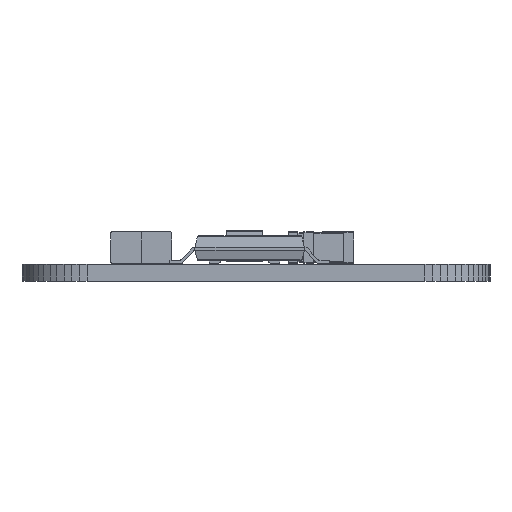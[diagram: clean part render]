
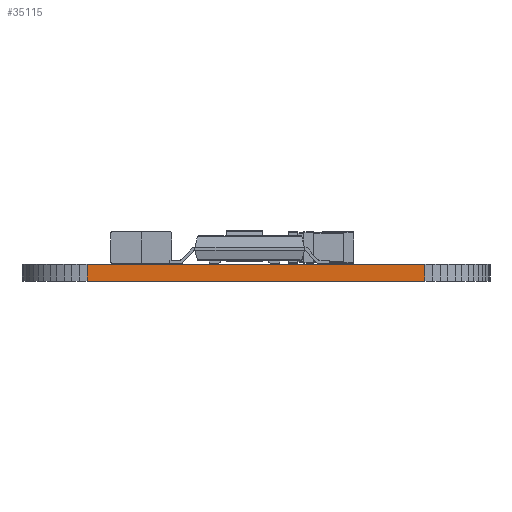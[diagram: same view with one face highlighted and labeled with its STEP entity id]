
A CAD part, front view. The second image highlights one B-rep face of the part: STEP entity #35115.
In plain terms, the highlighted planar face has unit normal (0, -1, 0).
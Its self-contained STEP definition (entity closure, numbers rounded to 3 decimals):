
#27404 = PLANE('',#27405);
#27405 = AXIS2_PLACEMENT_3D('',#27406,#27407,#27408);
#27406 = CARTESIAN_POINT('',(7.62,-23.95,0.68));
#27407 = DIRECTION('',(-0.,-0.,-1.));
#27408 = DIRECTION('',(-1.,0.,0.));
#27458 = PLANE('',#27459);
#27459 = AXIS2_PLACEMENT_3D('',#27460,#27461,#27462);
#27460 = CARTESIAN_POINT('',(7.62,-23.95,0.));
#27461 = DIRECTION('',(-0.,-0.,-1.));
#27462 = DIRECTION('',(-1.,0.,0.));
#28295 = VERTEX_POINT('',#28296);
#28296 = CARTESIAN_POINT('',(14.404,-50.874,0.));
#28310 = PLANE('',#28311);
#28311 = AXIS2_PLACEMENT_3D('',#28312,#28313,#28314);
#28312 = CARTESIAN_POINT('',(14.719,-50.855,0.));
#28313 = DIRECTION('',(0.06,-0.998,0.));
#28314 = DIRECTION('',(-0.998,-0.06,0.));
#28322 = EDGE_CURVE('',#28295,#28323,#28325,.T.);
#28323 = VERTEX_POINT('',#28324);
#28324 = CARTESIAN_POINT('',(0.836,-50.874,0.));
#28325 = SURFACE_CURVE('',#28326,(#28330,#28337),.PCURVE_S1.);
#28326 = LINE('',#28327,#28328);
#28327 = CARTESIAN_POINT('',(14.404,-50.874,0.));
#28328 = VECTOR('',#28329,1.);
#28329 = DIRECTION('',(-1.,0.,0.));
#28330 = PCURVE('',#27458,#28331);
#28331 = DEFINITIONAL_REPRESENTATION('',(#28332),#28336);
#28332 = LINE('',#28333,#28334);
#28333 = CARTESIAN_POINT('',(-6.784,-26.924));
#28334 = VECTOR('',#28335,1.);
#28335 = DIRECTION('',(1.,0.));
#28336 = ( GEOMETRIC_REPRESENTATION_CONTEXT(2) 
PARAMETRIC_REPRESENTATION_CONTEXT() REPRESENTATION_CONTEXT('2D SPACE',''
  ) );
#28337 = PCURVE('',#28338,#28343);
#28338 = PLANE('',#28339);
#28339 = AXIS2_PLACEMENT_3D('',#28340,#28341,#28342);
#28340 = CARTESIAN_POINT('',(14.404,-50.874,0.));
#28341 = DIRECTION('',(0.,-1.,0.));
#28342 = DIRECTION('',(-1.,0.,0.));
#28343 = DEFINITIONAL_REPRESENTATION('',(#28344),#28348);
#28344 = LINE('',#28345,#28346);
#28345 = CARTESIAN_POINT('',(0.,0.));
#28346 = VECTOR('',#28347,1.);
#28347 = DIRECTION('',(1.,0.));
#28348 = ( GEOMETRIC_REPRESENTATION_CONTEXT(2) 
PARAMETRIC_REPRESENTATION_CONTEXT() REPRESENTATION_CONTEXT('2D SPACE',''
  ) );
#28366 = PLANE('',#28367);
#28367 = AXIS2_PLACEMENT_3D('',#28368,#28369,#28370);
#28368 = CARTESIAN_POINT('',(0.836,-50.874,0.));
#28369 = DIRECTION('',(-0.06,-0.998,0.));
#28370 = DIRECTION('',(-0.998,0.06,0.));
#31506 = VERTEX_POINT('',#31507);
#31507 = CARTESIAN_POINT('',(14.404,-50.874,0.68));
#31528 = EDGE_CURVE('',#31506,#31529,#31531,.T.);
#31529 = VERTEX_POINT('',#31530);
#31530 = CARTESIAN_POINT('',(0.836,-50.874,0.68));
#31531 = SURFACE_CURVE('',#31532,(#31536,#31543),.PCURVE_S1.);
#31532 = LINE('',#31533,#31534);
#31533 = CARTESIAN_POINT('',(14.404,-50.874,0.68));
#31534 = VECTOR('',#31535,1.);
#31535 = DIRECTION('',(-1.,0.,0.));
#31536 = PCURVE('',#27404,#31537);
#31537 = DEFINITIONAL_REPRESENTATION('',(#31538),#31542);
#31538 = LINE('',#31539,#31540);
#31539 = CARTESIAN_POINT('',(-6.784,-26.924));
#31540 = VECTOR('',#31541,1.);
#31541 = DIRECTION('',(1.,0.));
#31542 = ( GEOMETRIC_REPRESENTATION_CONTEXT(2) 
PARAMETRIC_REPRESENTATION_CONTEXT() REPRESENTATION_CONTEXT('2D SPACE',''
  ) );
#31543 = PCURVE('',#28338,#31544);
#31544 = DEFINITIONAL_REPRESENTATION('',(#31545),#31549);
#31545 = LINE('',#31546,#31547);
#31546 = CARTESIAN_POINT('',(0.,-0.68));
#31547 = VECTOR('',#31548,1.);
#31548 = DIRECTION('',(1.,0.));
#31549 = ( GEOMETRIC_REPRESENTATION_CONTEXT(2) 
PARAMETRIC_REPRESENTATION_CONTEXT() REPRESENTATION_CONTEXT('2D SPACE',''
  ) );
#35067 = EDGE_CURVE('',#28295,#31506,#35068,.T.);
#35068 = SURFACE_CURVE('',#35069,(#35073,#35080),.PCURVE_S1.);
#35069 = LINE('',#35070,#35071);
#35070 = CARTESIAN_POINT('',(14.404,-50.874,0.));
#35071 = VECTOR('',#35072,1.);
#35072 = DIRECTION('',(0.,0.,1.));
#35073 = PCURVE('',#28310,#35074);
#35074 = DEFINITIONAL_REPRESENTATION('',(#35075),#35079);
#35075 = LINE('',#35076,#35077);
#35076 = CARTESIAN_POINT('',(0.316,0.));
#35077 = VECTOR('',#35078,1.);
#35078 = DIRECTION('',(0.,-1.));
#35079 = ( GEOMETRIC_REPRESENTATION_CONTEXT(2) 
PARAMETRIC_REPRESENTATION_CONTEXT() REPRESENTATION_CONTEXT('2D SPACE',''
  ) );
#35080 = PCURVE('',#28338,#35081);
#35081 = DEFINITIONAL_REPRESENTATION('',(#35082),#35086);
#35082 = LINE('',#35083,#35084);
#35083 = CARTESIAN_POINT('',(0.,0.));
#35084 = VECTOR('',#35085,1.);
#35085 = DIRECTION('',(0.,-1.));
#35086 = ( GEOMETRIC_REPRESENTATION_CONTEXT(2) 
PARAMETRIC_REPRESENTATION_CONTEXT() REPRESENTATION_CONTEXT('2D SPACE',''
  ) );
#35115 = ADVANCED_FACE('',(#35116),#28338,.T.);
#35116 = FACE_BOUND('',#35117,.T.);
#35117 = EDGE_LOOP('',(#35118,#35119,#35120,#35141));
#35118 = ORIENTED_EDGE('',*,*,#35067,.T.);
#35119 = ORIENTED_EDGE('',*,*,#31528,.T.);
#35120 = ORIENTED_EDGE('',*,*,#35121,.F.);
#35121 = EDGE_CURVE('',#28323,#31529,#35122,.T.);
#35122 = SURFACE_CURVE('',#35123,(#35127,#35134),.PCURVE_S1.);
#35123 = LINE('',#35124,#35125);
#35124 = CARTESIAN_POINT('',(0.836,-50.874,0.));
#35125 = VECTOR('',#35126,1.);
#35126 = DIRECTION('',(0.,0.,1.));
#35127 = PCURVE('',#28338,#35128);
#35128 = DEFINITIONAL_REPRESENTATION('',(#35129),#35133);
#35129 = LINE('',#35130,#35131);
#35130 = CARTESIAN_POINT('',(13.569,0.));
#35131 = VECTOR('',#35132,1.);
#35132 = DIRECTION('',(0.,-1.));
#35133 = ( GEOMETRIC_REPRESENTATION_CONTEXT(2) 
PARAMETRIC_REPRESENTATION_CONTEXT() REPRESENTATION_CONTEXT('2D SPACE',''
  ) );
#35134 = PCURVE('',#28366,#35135);
#35135 = DEFINITIONAL_REPRESENTATION('',(#35136),#35140);
#35136 = LINE('',#35137,#35138);
#35137 = CARTESIAN_POINT('',(0.,0.));
#35138 = VECTOR('',#35139,1.);
#35139 = DIRECTION('',(0.,-1.));
#35140 = ( GEOMETRIC_REPRESENTATION_CONTEXT(2) 
PARAMETRIC_REPRESENTATION_CONTEXT() REPRESENTATION_CONTEXT('2D SPACE',''
  ) );
#35141 = ORIENTED_EDGE('',*,*,#28322,.F.);
